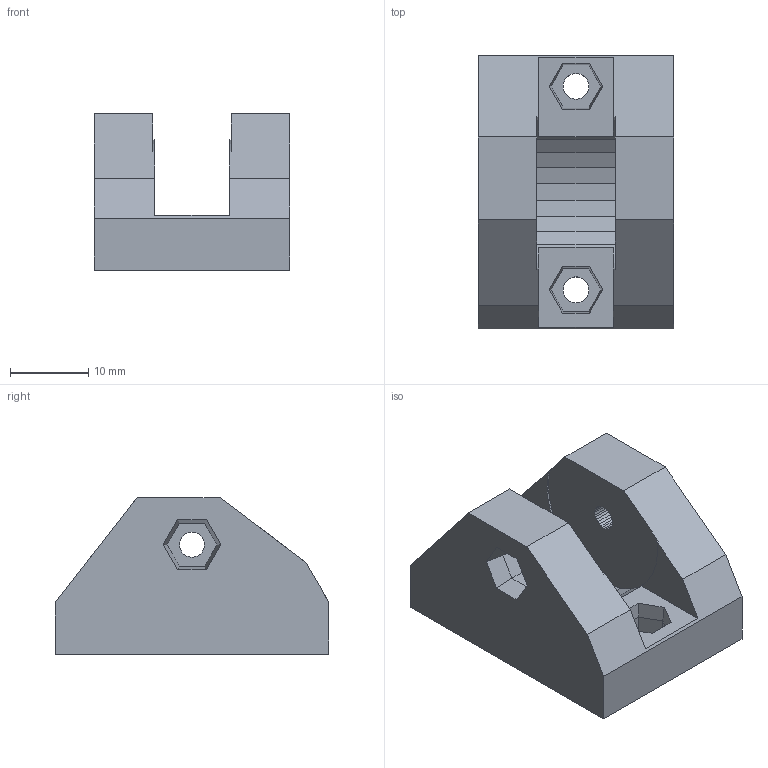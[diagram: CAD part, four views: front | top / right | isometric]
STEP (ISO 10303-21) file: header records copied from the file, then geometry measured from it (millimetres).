
FILE_DESCRIPTION(('FreeCAD Model'),'2;1');
FILE_NAME('y-belt-idler_no_text.step','2018-01-11T22:46:05',('Author'),(''), 'Open CASCADE STEP processor 6.8','FreeCAD','Unknown');
FILE_SCHEMA(('AUTOMOTIVE_DESIGN_CC2 { 1 2 10303 214 -1 1 5 4 }'));
Length unit declared in the file: millimetre
Products named in the file (1): difference
Bounding box: 25 x 35 x 20 mm (x, y, z)
Volume: 9617.9 mm3; surface area: 5500.5 mm2
Topology: 1 solids, 11 shells, 387 faces, 1002 edges, 642 vertices
Faces by surface type: plane 309, bspline 78
Entity records: 19035 total; most frequent: CARTESIAN_POINT 10144, ORIENTED_EDGE 2004, DIRECTION 1466, EDGE_CURVE 1002, LINE 846, VECTOR 846, VERTEX_POINT 642, FACE_BOUND 400
